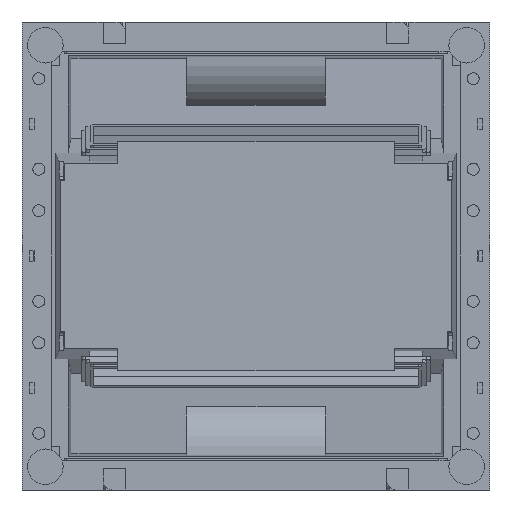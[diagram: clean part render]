
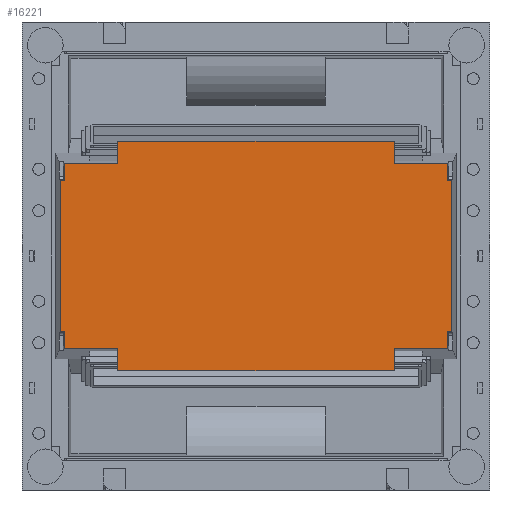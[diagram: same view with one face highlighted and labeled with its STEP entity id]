
A CAD part, front view. The second image highlights one B-rep face of the part: STEP entity #16221.
In plain terms, the highlighted face is planar.
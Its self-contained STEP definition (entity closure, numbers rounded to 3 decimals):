
#14801=CARTESIAN_POINT('Vertex',(52.25,-78.,-3.3)) ;
#14804=CARTESIAN_POINT('Line Origine',(58.525,-78.,-3.3)) ;
#14808=CARTESIAN_POINT('Vertex',(64.8,-78.,-3.3)) ;
#14927=CARTESIAN_POINT('Vertex',(64.8,78.,-3.3)) ;
#14930=CARTESIAN_POINT('Line Origine',(58.525,78.,-3.3)) ;
#14934=CARTESIAN_POINT('Vertex',(52.25,78.,-3.3)) ;
#14989=CARTESIAN_POINT('Vertex',(52.25,-108.178,-3.3)) ;
#14992=CARTESIAN_POINT('Line Origine',(52.25,-93.089,-3.3)) ;
#15002=CARTESIAN_POINT('Line Origine',(52.25,93.089,-3.3)) ;
#15006=CARTESIAN_POINT('Vertex',(52.25,108.178,-3.3)) ;
#15126=CARTESIAN_POINT('Vertex',(-42.651,-110.487,-3.3)) ;
#15129=CARTESIAN_POINT('Line Origine',(0.,-110.487,-3.3)) ;
#15133=CARTESIAN_POINT('Vertex',(42.651,-110.487,-3.3)) ;
#15233=CARTESIAN_POINT('Vertex',(-52.25,108.178,-3.3)) ;
#15236=CARTESIAN_POINT('Line Origine',(-52.25,93.089,-3.3)) ;
#15240=CARTESIAN_POINT('Vertex',(-52.25,78.,-3.3)) ;
#15261=CARTESIAN_POINT('Vertex',(-52.25,-78.,-3.3)) ;
#15264=CARTESIAN_POINT('Line Origine',(-52.25,-93.089,-3.3)) ;
#15268=CARTESIAN_POINT('Vertex',(-52.25,-108.178,-3.3)) ;
#15447=CARTESIAN_POINT('Vertex',(42.651,110.487,-3.3)) ;
#15450=CARTESIAN_POINT('Line Origine',(0.,110.487,-3.3)) ;
#15454=CARTESIAN_POINT('Vertex',(-42.651,110.487,-3.3)) ;
#16115=CARTESIAN_POINT('Line Origine',(64.8,0.,-3.3)) ;
#16127=CARTESIAN_POINT('Axis2P3D Location',(0.,0.,-3.3)) ;
#16132=CARTESIAN_POINT('Line Origine',(-42.651,-109.332,-3.3)) ;
#16136=CARTESIAN_POINT('Vertex',(-42.651,-108.178,-3.3)) ;
#16139=CARTESIAN_POINT('Line Origine',(-47.451,-108.178,-3.3)) ;
#16144=CARTESIAN_POINT('Line Origine',(-58.525,-78.,-3.3)) ;
#16148=CARTESIAN_POINT('Vertex',(-64.8,-78.,-3.3)) ;
#16151=CARTESIAN_POINT('Line Origine',(-64.8,0.,-3.3)) ;
#16155=CARTESIAN_POINT('Vertex',(-64.8,78.,-3.3)) ;
#16158=CARTESIAN_POINT('Line Origine',(-58.525,78.,-3.3)) ;
#16163=CARTESIAN_POINT('Line Origine',(-47.451,108.178,-3.3)) ;
#16167=CARTESIAN_POINT('Vertex',(-42.651,108.178,-3.3)) ;
#16170=CARTESIAN_POINT('Line Origine',(-42.651,109.332,-3.3)) ;
#16175=CARTESIAN_POINT('Line Origine',(42.651,109.332,-3.3)) ;
#16179=CARTESIAN_POINT('Vertex',(42.651,108.178,-3.3)) ;
#16182=CARTESIAN_POINT('Line Origine',(47.451,108.178,-3.3)) ;
#16187=CARTESIAN_POINT('Line Origine',(47.451,-108.178,-3.3)) ;
#16191=CARTESIAN_POINT('Vertex',(42.651,-108.178,-3.3)) ;
#16194=CARTESIAN_POINT('Line Origine',(42.651,-109.332,-3.3)) ;
#14805=DIRECTION('Vector Direction',(-1.,0.,0.)) ;
#14931=DIRECTION('Vector Direction',(-1.,0.,0.)) ;
#14993=DIRECTION('Vector Direction',(0.,-1.,0.)) ;
#15003=DIRECTION('Vector Direction',(0.,-1.,0.)) ;
#15130=DIRECTION('Vector Direction',(-1.,0.,0.)) ;
#15237=DIRECTION('Vector Direction',(0.,-1.,0.)) ;
#15265=DIRECTION('Vector Direction',(0.,-1.,0.)) ;
#15451=DIRECTION('Vector Direction',(-1.,0.,0.)) ;
#16116=DIRECTION('Vector Direction',(0.,1.,0.)) ;
#16128=DIRECTION('Axis2P3D Direction',(0.,0.,1.)) ;
#16129=DIRECTION('Axis2P3D XDirection',(1.,0.,0.)) ;
#16133=DIRECTION('Vector Direction',(0.,-1.,0.)) ;
#16140=DIRECTION('Vector Direction',(-1.,0.,0.)) ;
#16145=DIRECTION('Vector Direction',(1.,0.,0.)) ;
#16152=DIRECTION('Vector Direction',(0.,1.,0.)) ;
#16159=DIRECTION('Vector Direction',(1.,0.,0.)) ;
#16164=DIRECTION('Vector Direction',(-1.,0.,0.)) ;
#16171=DIRECTION('Vector Direction',(0.,1.,0.)) ;
#16176=DIRECTION('Vector Direction',(0.,1.,0.)) ;
#16183=DIRECTION('Vector Direction',(-1.,0.,0.)) ;
#16188=DIRECTION('Vector Direction',(-1.,0.,0.)) ;
#16195=DIRECTION('Vector Direction',(0.,-1.,0.)) ;
#16130=AXIS2_PLACEMENT_3D('Plane Axis2P3D',#16127,#16128,#16129) ;
#16200=ORIENTED_EDGE('',*,*,#16138,.F.) ;
#16201=ORIENTED_EDGE('',*,*,#16143,.T.) ;
#16202=ORIENTED_EDGE('',*,*,#15270,.F.) ;
#16203=ORIENTED_EDGE('',*,*,#16150,.T.) ;
#16204=ORIENTED_EDGE('',*,*,#16157,.T.) ;
#16205=ORIENTED_EDGE('',*,*,#16162,.F.) ;
#16206=ORIENTED_EDGE('',*,*,#15242,.F.) ;
#16207=ORIENTED_EDGE('',*,*,#16169,.F.) ;
#16208=ORIENTED_EDGE('',*,*,#16174,.T.) ;
#16209=ORIENTED_EDGE('',*,*,#15456,.F.) ;
#16210=ORIENTED_EDGE('',*,*,#16181,.F.) ;
#16211=ORIENTED_EDGE('',*,*,#16186,.F.) ;
#16212=ORIENTED_EDGE('',*,*,#15008,.T.) ;
#16213=ORIENTED_EDGE('',*,*,#14936,.F.) ;
#16214=ORIENTED_EDGE('',*,*,#16119,.F.) ;
#16215=ORIENTED_EDGE('',*,*,#14810,.T.) ;
#16216=ORIENTED_EDGE('',*,*,#14996,.T.) ;
#16217=ORIENTED_EDGE('',*,*,#16193,.T.) ;
#16218=ORIENTED_EDGE('',*,*,#16198,.T.) ;
#16219=ORIENTED_EDGE('',*,*,#15135,.T.) ;
#14806=VECTOR('Line Direction',#14805,1.) ;
#14932=VECTOR('Line Direction',#14931,1.) ;
#14994=VECTOR('Line Direction',#14993,1.) ;
#15004=VECTOR('Line Direction',#15003,1.) ;
#15131=VECTOR('Line Direction',#15130,1.) ;
#15238=VECTOR('Line Direction',#15237,1.) ;
#15266=VECTOR('Line Direction',#15265,1.) ;
#15452=VECTOR('Line Direction',#15451,1.) ;
#16117=VECTOR('Line Direction',#16116,1.) ;
#16134=VECTOR('Line Direction',#16133,1.) ;
#16141=VECTOR('Line Direction',#16140,1.) ;
#16146=VECTOR('Line Direction',#16145,1.) ;
#16153=VECTOR('Line Direction',#16152,1.) ;
#16160=VECTOR('Line Direction',#16159,1.) ;
#16165=VECTOR('Line Direction',#16164,1.) ;
#16172=VECTOR('Line Direction',#16171,1.) ;
#16177=VECTOR('Line Direction',#16176,1.) ;
#16184=VECTOR('Line Direction',#16183,1.) ;
#16189=VECTOR('Line Direction',#16188,1.) ;
#16196=VECTOR('Line Direction',#16195,1.) ;
#16221=ADVANCED_FACE('Corps principal',(#16220),#16131,.F.) ;
#14810=EDGE_CURVE('',#14809,#14802,#14807,.T.) ;
#14936=EDGE_CURVE('',#14928,#14935,#14933,.T.) ;
#14996=EDGE_CURVE('',#14802,#14990,#14995,.T.) ;
#15008=EDGE_CURVE('',#15007,#14935,#15005,.T.) ;
#15135=EDGE_CURVE('',#15134,#15127,#15132,.T.) ;
#15242=EDGE_CURVE('',#15234,#15241,#15239,.T.) ;
#15270=EDGE_CURVE('',#15262,#15269,#15267,.T.) ;
#15456=EDGE_CURVE('',#15448,#15455,#15453,.T.) ;
#16119=EDGE_CURVE('',#14809,#14928,#16118,.T.) ;
#16138=EDGE_CURVE('',#16137,#15127,#16135,.T.) ;
#16143=EDGE_CURVE('',#16137,#15269,#16142,.T.) ;
#16150=EDGE_CURVE('',#15262,#16149,#16147,.F.) ;
#16157=EDGE_CURVE('',#16149,#16156,#16154,.T.) ;
#16162=EDGE_CURVE('',#15241,#16156,#16161,.F.) ;
#16169=EDGE_CURVE('',#16168,#15234,#16166,.T.) ;
#16174=EDGE_CURVE('',#16168,#15455,#16173,.T.) ;
#16181=EDGE_CURVE('',#16180,#15448,#16178,.T.) ;
#16186=EDGE_CURVE('',#15007,#16180,#16185,.T.) ;
#16193=EDGE_CURVE('',#14990,#16192,#16190,.T.) ;
#16198=EDGE_CURVE('',#16192,#15134,#16197,.T.) ;
#16199=EDGE_LOOP('',(#16200,#16201,#16202,#16203,#16204,#16205,#16206,#16207,#16208,#16209,#16210,#16211,#16212,#16213,#16214,#16215,#16216,#16217,#16218,#16219)) ;
#16220=FACE_OUTER_BOUND('',#16199,.T.) ;
#14807=LINE('Line',#14804,#14806) ;
#14933=LINE('Line',#14930,#14932) ;
#14995=LINE('Line',#14992,#14994) ;
#15005=LINE('Line',#15002,#15004) ;
#15132=LINE('Line',#15129,#15131) ;
#15239=LINE('Line',#15236,#15238) ;
#15267=LINE('Line',#15264,#15266) ;
#15453=LINE('Line',#15450,#15452) ;
#16118=LINE('Line',#16115,#16117) ;
#16135=LINE('Line',#16132,#16134) ;
#16142=LINE('Line',#16139,#16141) ;
#16147=LINE('Line',#16144,#16146) ;
#16154=LINE('Line',#16151,#16153) ;
#16161=LINE('Line',#16158,#16160) ;
#16166=LINE('Line',#16163,#16165) ;
#16173=LINE('Line',#16170,#16172) ;
#16178=LINE('Line',#16175,#16177) ;
#16185=LINE('Line',#16182,#16184) ;
#16190=LINE('Line',#16187,#16189) ;
#16197=LINE('Line',#16194,#16196) ;
#16131=PLANE('',#16130) ;
#14802=VERTEX_POINT('',#14801) ;
#14809=VERTEX_POINT('',#14808) ;
#14928=VERTEX_POINT('',#14927) ;
#14935=VERTEX_POINT('',#14934) ;
#14990=VERTEX_POINT('',#14989) ;
#15007=VERTEX_POINT('',#15006) ;
#15127=VERTEX_POINT('',#15126) ;
#15134=VERTEX_POINT('',#15133) ;
#15234=VERTEX_POINT('',#15233) ;
#15241=VERTEX_POINT('',#15240) ;
#15262=VERTEX_POINT('',#15261) ;
#15269=VERTEX_POINT('',#15268) ;
#15448=VERTEX_POINT('',#15447) ;
#15455=VERTEX_POINT('',#15454) ;
#16137=VERTEX_POINT('',#16136) ;
#16149=VERTEX_POINT('',#16148) ;
#16156=VERTEX_POINT('',#16155) ;
#16168=VERTEX_POINT('',#16167) ;
#16180=VERTEX_POINT('',#16179) ;
#16192=VERTEX_POINT('',#16191) ;
